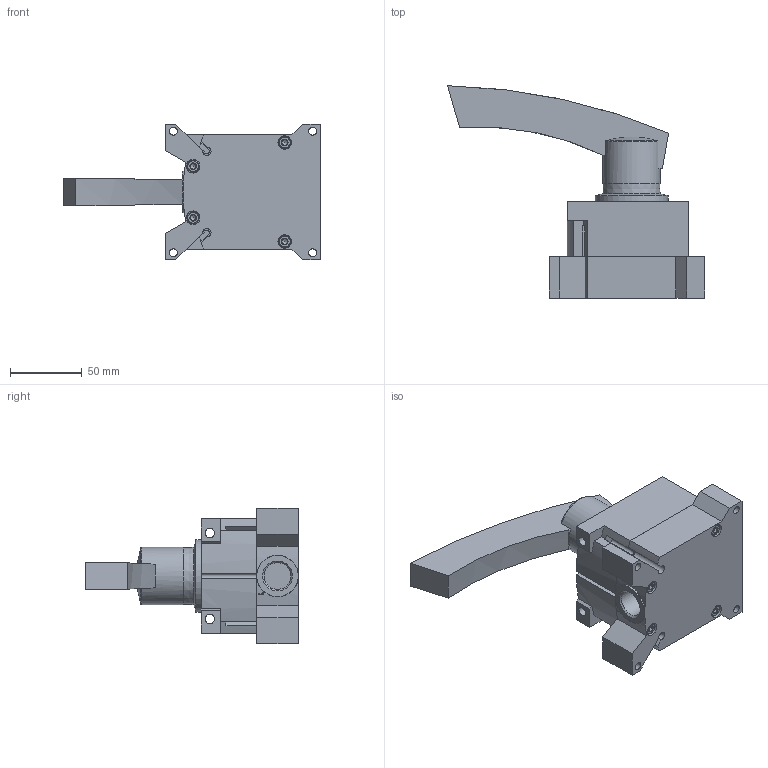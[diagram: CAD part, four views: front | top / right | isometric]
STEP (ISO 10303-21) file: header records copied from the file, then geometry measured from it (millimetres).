
FILE_DESCRIPTION(/* description */ ('STEP AP214'),/* implementation_level */ '2;1');
FILE_NAME(/* name */ '3192071_VHER-H-B43U-G12',/* time_stamp */ '2024-09-16T14:35:05+02:00',/* author */ ('License CC BY-ND 4.0'),/* organization */ ('CADENAS'),/* preprocessor_version */ 'ST-DEVELOPER v19.3',/* originating_system */ 'PARTsolutions',/* authorisation */ ' ');
FILE_SCHEMA (('AUTOMOTIVE_DESIGN {1 0 10303 214 3 1 1}'));
Length unit declared in the file: millimetre
Products named in the file (4): 3192071 VHER-H-B43U-G12; 3192071 VHER-H-B43U-G12---(0_AP); 3192071 VHER-H-B43U-G12---(Geh); 3192071 VHER-H-B43U-G12---(Hbl)
Assembly tree (3 placements, depth 2):
  3192071 VHER-H-B43U-G12
    3192071 VHER-H-B43U-G12---(0_AP)
    3192071 VHER-H-B43U-G12---(Geh)
    3192071 VHER-H-B43U-G12---(Hbl)
Bounding box: 179.6 x 148.5 x 95 mm (x, y, z)
Volume: 580841.3 mm3; surface area: 96742.8 mm2
Topology: 3 solids, 3 shells, 431 faces, 1050 edges, 667 vertices
Faces by surface type: plane 260, cylinder 98, cone 52, torus 18, sphere 3
Full cylindrical faces by diameter (mm): 4.917 x8, 5.5 x5, 6 x1, 6.6 x2, 8.5 x4, 9.5 x5, 18.631 x4, 29 x1, 40 x1, 51 x1, 72.9 x1, 73 x1
Entity records: 12556 total; most frequent: CARTESIAN_POINT 2522, DIRECTION 2074, ORIENTED_EDGE 1952, EDGE_CURVE 976, AXIS2_PLACEMENT_3D 751, VERTEX_POINT 656, LINE 572, VECTOR 572
